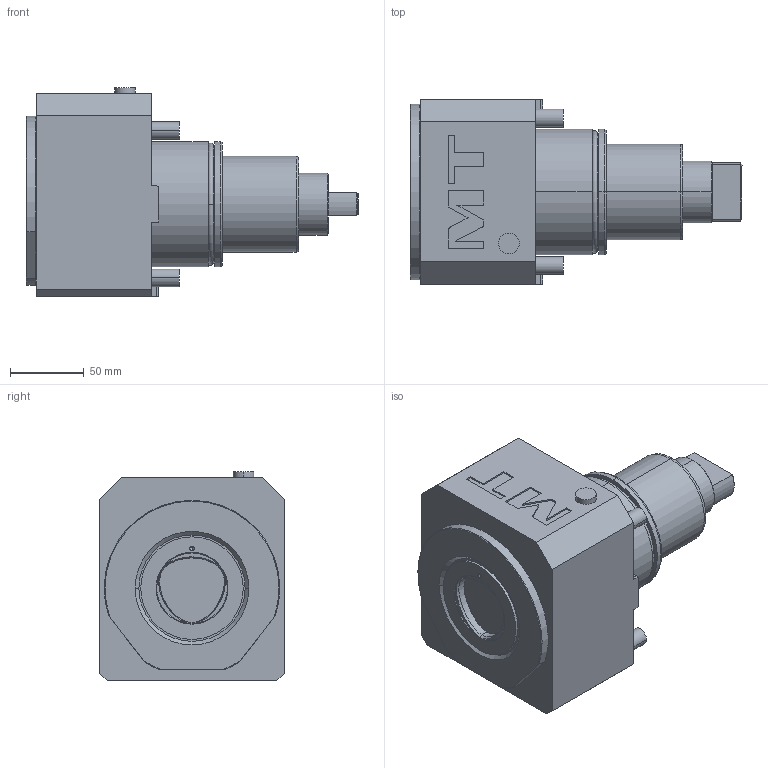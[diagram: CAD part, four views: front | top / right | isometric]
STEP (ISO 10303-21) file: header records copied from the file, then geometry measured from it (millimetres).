
FILE_DESCRIPTION((''),'2;1');
FILE_NAME('DWO4250260_CONF','2024-05-13T09:26:38',('gvalli'),('M.T. srl'),'CREO PARAMETRIC BY PTC INC, 2021072','CREO PARAMETRIC BY PTC INC, 2021072','');
FILE_SCHEMA(('CONFIG_CONTROL_DESIGN'));
Length unit declared in the file: millimetre
Products named in the file (1): DWO4250260_CONF
Bounding box: 225 x 125 x 141.5 mm (x, y, z)
Volume: 1875858.7 mm3; surface area: 122637 mm2
Topology: 1 solids, 1 shells, 177 faces, 437 edges, 284 vertices
Faces by surface type: plane 111, cylinder 39, cone 17, extrusion 4, bspline 4, torus 2
Entity records: 5897 total; most frequent: CARTESIAN_POINT 1635, ORIENTED_EDGE 870, DIRECTION 854, EDGE_CURVE 435, VECTOR 302, LINE 298, VERTEX_POINT 284, AXIS2_PLACEMENT_3D 276
